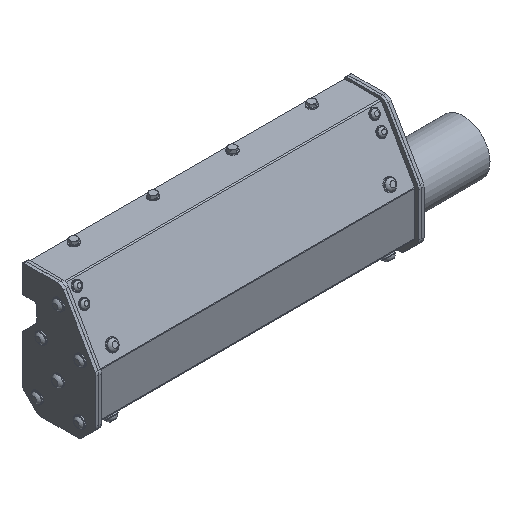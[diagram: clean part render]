
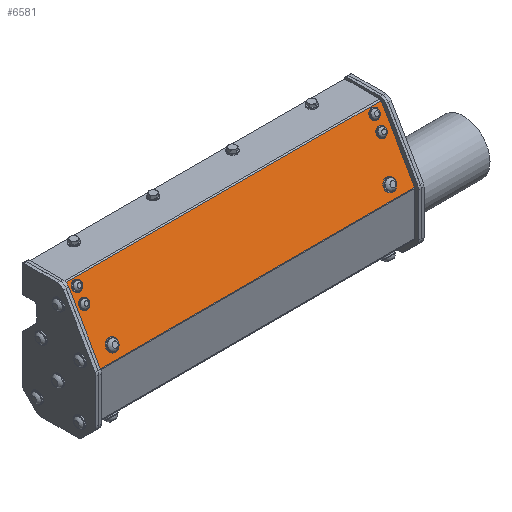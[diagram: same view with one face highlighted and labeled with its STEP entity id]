
A CAD part, isometric view. The second image highlights one B-rep face of the part: STEP entity #6581.
In plain terms, the highlighted planar face has unit normal (0, -0.866, 0.5).
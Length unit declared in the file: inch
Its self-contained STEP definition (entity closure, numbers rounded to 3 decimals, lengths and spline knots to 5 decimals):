
#121=LINE('',#16847,#451);
#122=LINE('',#16852,#452);
#123=LINE('',#16853,#453);
#124=LINE('',#16854,#454);
#451=VECTOR('',#8388,0.3937);
#452=VECTOR('',#8393,0.3937);
#453=VECTOR('',#8394,0.3937);
#454=VECTOR('',#8395,0.3937);
#821=FACE_BOUND('',#2554,.T.);
#822=FACE_BOUND('',#2555,.T.);
#823=FACE_BOUND('',#2556,.T.);
#824=FACE_BOUND('',#2557,.T.);
#825=FACE_BOUND('',#2558,.T.);
#826=FACE_BOUND('',#2559,.T.);
#1029=PLANE('',#7163);
#1524=CIRCLE('',#7164,0.21654);
#1525=CIRCLE('',#7165,0.21654);
#1526=CIRCLE('',#7166,0.17717);
#1527=CIRCLE('',#7167,0.17717);
#1528=CIRCLE('',#7168,0.17717);
#1529=CIRCLE('',#7169,0.17717);
#2073=FACE_OUTER_BOUND('',#2553,.T.);
#2553=EDGE_LOOP('',(#5346,#5347,#5348,#5349));
#2554=EDGE_LOOP('',(#5350));
#2555=EDGE_LOOP('',(#5351));
#2556=EDGE_LOOP('',(#5352));
#2557=EDGE_LOOP('',(#5353));
#2558=EDGE_LOOP('',(#5354));
#2559=EDGE_LOOP('',(#5355));
#3394=VERTEX_POINT('',#16844);
#3395=VERTEX_POINT('',#16846);
#3396=VERTEX_POINT('',#16850);
#3397=VERTEX_POINT('',#16851);
#3398=VERTEX_POINT('',#16855);
#3399=VERTEX_POINT('',#16857);
#3400=VERTEX_POINT('',#16859);
#3401=VERTEX_POINT('',#16861);
#3402=VERTEX_POINT('',#16863);
#3403=VERTEX_POINT('',#16865);
#4153=EDGE_CURVE('',#3394,#3395,#121,.T.);
#4155=EDGE_CURVE('',#3396,#3397,#122,.T.);
#4156=EDGE_CURVE('',#3396,#3395,#123,.T.);
#4157=EDGE_CURVE('',#3397,#3394,#124,.T.);
#4158=EDGE_CURVE('',#3398,#3398,#1524,.T.);
#4159=EDGE_CURVE('',#3399,#3399,#1525,.T.);
#4160=EDGE_CURVE('',#3400,#3400,#1526,.T.);
#4161=EDGE_CURVE('',#3401,#3401,#1527,.T.);
#4162=EDGE_CURVE('',#3402,#3402,#1528,.T.);
#4163=EDGE_CURVE('',#3403,#3403,#1529,.T.);
#5346=ORIENTED_EDGE('',*,*,#4155,.F.);
#5347=ORIENTED_EDGE('',*,*,#4156,.T.);
#5348=ORIENTED_EDGE('',*,*,#4153,.F.);
#5349=ORIENTED_EDGE('',*,*,#4157,.F.);
#5350=ORIENTED_EDGE('',*,*,#4158,.T.);
#5351=ORIENTED_EDGE('',*,*,#4159,.T.);
#5352=ORIENTED_EDGE('',*,*,#4160,.T.);
#5353=ORIENTED_EDGE('',*,*,#4161,.T.);
#5354=ORIENTED_EDGE('',*,*,#4162,.T.);
#5355=ORIENTED_EDGE('',*,*,#4163,.T.);
#6581=ADVANCED_FACE('',(#2073,#821,#822,#823,#824,#825,#826),#1029,.T.);
#7163=AXIS2_PLACEMENT_3D('',#16849,#8391,#8392);
#7164=AXIS2_PLACEMENT_3D('',#16856,#8396,#8397);
#7165=AXIS2_PLACEMENT_3D('',#16858,#8398,#8399);
#7166=AXIS2_PLACEMENT_3D('',#16860,#8400,#8401);
#7167=AXIS2_PLACEMENT_3D('',#16862,#8402,#8403);
#7168=AXIS2_PLACEMENT_3D('',#16864,#8404,#8405);
#7169=AXIS2_PLACEMENT_3D('',#16866,#8406,#8407);
#8388=DIRECTION('',(1.,0.,0.));
#8391=DIRECTION('center_axis',(0.,-0.866,
0.5));
#8392=DIRECTION('ref_axis',(0.,0.5,0.866));
#8393=DIRECTION('',(-1.,0.,0.));
#8394=DIRECTION('',(0.,0.5,0.866));
#8395=DIRECTION('',(0.,0.5,0.866));
#8396=DIRECTION('center_axis',(0.,0.866,
-0.5));
#8397=DIRECTION('ref_axis',(-0.866,0.25,0.433));
#8398=DIRECTION('center_axis',(0.,0.866,
-0.5));
#8399=DIRECTION('ref_axis',(-0.866,0.25,0.433));
#8400=DIRECTION('center_axis',(0.,0.866,
-0.5));
#8401=DIRECTION('ref_axis',(1.,0.,0.));
#8402=DIRECTION('center_axis',(0.,0.866,
-0.5));
#8403=DIRECTION('ref_axis',(1.,0.,0.));
#8404=DIRECTION('center_axis',(0.,0.866,
-0.5));
#8405=DIRECTION('ref_axis',(1.,0.,0.));
#8406=DIRECTION('center_axis',(0.,0.866,
-0.5));
#8407=DIRECTION('ref_axis',(0.282,0.48,0.831));
#16844=CARTESIAN_POINT('',(-12.57826,0.0267,3.03643));
#16846=CARTESIAN_POINT('',(-0.57826,0.0267,3.03643));
#16847=CARTESIAN_POINT('',(-0.57826,0.0267,3.03643));
#16849=CARTESIAN_POINT('Origin',(-0.57826,-1.2536,0.81889));
#16850=CARTESIAN_POINT('',(-0.57826,-1.24556,0.83281));
#16851=CARTESIAN_POINT('',(-12.57826,-1.24556,0.83281));
#16852=CARTESIAN_POINT('',(-0.57826,-1.24556,0.83281));
#16853=CARTESIAN_POINT('',(-0.57826,-1.2536,0.81889));
#16854=CARTESIAN_POINT('',(-12.57826,-1.2536,0.81889));
#16855=CARTESIAN_POINT('',(-1.51579,-0.98281,1.2879));
#16856=CARTESIAN_POINT('Origin',(-1.32826,-1.03695,1.19414));
#16857=CARTESIAN_POINT('',(-12.01579,-0.98281,1.2879));
#16858=CARTESIAN_POINT('Origin',(-11.82826,-1.03695,1.19414));
#16859=CARTESIAN_POINT('',(-0.7761,-0.08451,2.84382));
#16860=CARTESIAN_POINT('Origin',(-0.95326,-0.08451,
2.84382));
#16861=CARTESIAN_POINT('',(-0.7761,-0.35051,2.38309));
#16862=CARTESIAN_POINT('Origin',(-0.95326,-0.35051,
2.38309));
#16863=CARTESIAN_POINT('',(-12.0261,-0.08451,2.84382));
#16864=CARTESIAN_POINT('Origin',(-12.20326,-0.08451,2.84382));
#16865=CARTESIAN_POINT('',(-12.15339,-0.26551,2.53032));
#16866=CARTESIAN_POINT('Origin',(-12.20326,-0.35051,2.38309));
